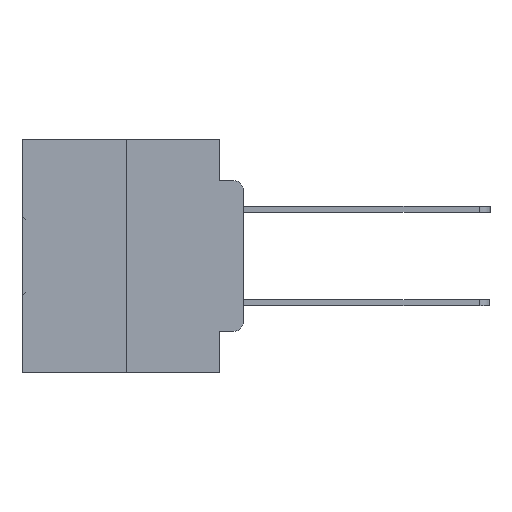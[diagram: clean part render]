
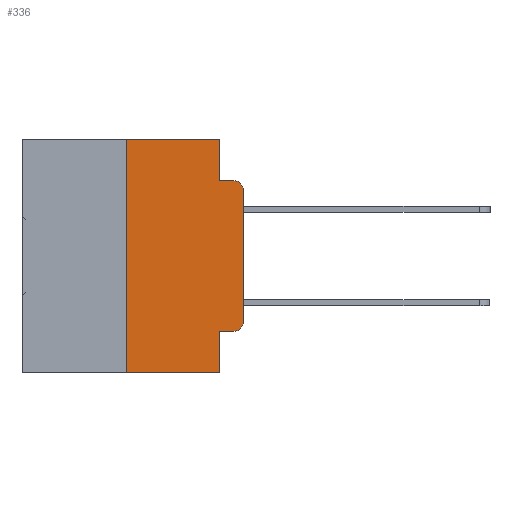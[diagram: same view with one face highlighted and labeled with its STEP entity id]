
A CAD part, left-side view. The second image highlights one B-rep face of the part: STEP entity #336.
In plain terms, the highlighted planar face has unit normal (-1, 0, 0).
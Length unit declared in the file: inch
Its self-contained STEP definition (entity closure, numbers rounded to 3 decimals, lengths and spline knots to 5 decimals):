
#336 = ADVANCED_FACE ( 'NONE', ( #4355 ), #27637, .F. ) ;
#1155 = EDGE_CURVE ( 'NONE', #12719, #3504, #7360, .T. ) ;
#1571 = CARTESIAN_POINT ( 'NONE',  ( 0., 0.051, -0.4115 ) ) ;
#2485 = LINE ( 'NONE', #27313, #27984 ) ;
#2532 = LINE ( 'NONE', #13257, #24235 ) ;
#3504 = VERTEX_POINT ( 'NONE', #21067 ) ;
#3510 = VERTEX_POINT ( 'NONE', #19004 ) ;
#3546 = CARTESIAN_POINT ( 'NONE',  ( 0., 0.02, -0.1085 ) ) ;
#4355 = FACE_OUTER_BOUND ( 'NONE', #20221, .T. ) ;
#4411 = VERTEX_POINT ( 'NONE', #16526 ) ;
#4652 = EDGE_CURVE ( 'NONE', #19192, #25068, #31141, .T. ) ;
#4866 = EDGE_CURVE ( 'NONE', #4411, #9817, #32376, .T. ) ;
#5019 = CARTESIAN_POINT ( 'NONE',  ( 0., 0., 0. ) ) ;
#5136 = DIRECTION ( 'NONE',  ( 0., -1., 0. ) ) ;
#5553 = EDGE_CURVE ( 'NONE', #29790, #4411, #5687, .T. ) ;
#5687 = LINE ( 'NONE', #1571, #12109 ) ;
#6070 = VECTOR ( 'NONE', #10534, 39.37008 ) ;
#6138 = DIRECTION ( 'NONE',  ( 0., 0., 1. ) ) ;
#6241 = EDGE_CURVE ( 'NONE', #29790, #25068, #25991, .T. ) ;
#6316 = DIRECTION ( 'NONE',  ( 0., 0., -1. ) ) ;
#7360 = LINE ( 'NONE', #13135, #20931 ) ;
#7666 = ORIENTED_EDGE ( 'NONE', *, *, #5553, .T. ) ;
#7951 = ORIENTED_EDGE ( 'NONE', *, *, #21190, .F. ) ;
#8021 = ORIENTED_EDGE ( 'NONE', *, *, #17202, .F. ) ;
#9169 = EDGE_CURVE ( 'NONE', #28761, #3504, #29505, .T. ) ;
#9627 = AXIS2_PLACEMENT_3D ( 'NONE', #3546, #22533, #6316 ) ;
#9817 = VERTEX_POINT ( 'NONE', #11787 ) ;
#10527 = DIRECTION ( 'NONE',  ( 0., 0., 1. ) ) ;
#10534 = DIRECTION ( 'NONE',  ( 0., 0., -1. ) ) ;
#11166 = LINE ( 'NONE', #14234, #23834 ) ;
#11476 = CARTESIAN_POINT ( 'NONE',  ( 0., 0.051, 0. ) ) ;
#11787 = CARTESIAN_POINT ( 'NONE',  ( 0., 0., -0.3915 ) ) ;
#12109 = VECTOR ( 'NONE', #32916, 39.37008 ) ;
#12376 = ORIENTED_EDGE ( 'NONE', *, *, #9169, .T. ) ;
#12383 = DIRECTION ( 'NONE',  ( 0., -1., 0. ) ) ;
#12595 = DIRECTION ( 'NONE',  ( 0., -1., 0. ) ) ;
#12612 = CARTESIAN_POINT ( 'NONE',  ( 0., 0.473, 0. ) ) ;
#12719 = VERTEX_POINT ( 'NONE', #17593 ) ;
#13135 = CARTESIAN_POINT ( 'NONE',  ( 0., 0.051, -0.0885 ) ) ;
#13138 = ORIENTED_EDGE ( 'NONE', *, *, #4866, .T. ) ;
#13257 = CARTESIAN_POINT ( 'NONE',  ( 0., 0.473, 0. ) ) ;
#13457 = ORIENTED_EDGE ( 'NONE', *, *, #29358, .F. ) ;
#13849 = DIRECTION ( 'NONE',  ( 0., 0., -1. ) ) ;
#14234 = CARTESIAN_POINT ( 'NONE',  ( 0., 0.25, 0. ) ) ;
#15267 = DIRECTION ( 'NONE',  ( 0., 0., -1. ) ) ;
#16526 = CARTESIAN_POINT ( 'NONE',  ( 0., 0.02, -0.4115 ) ) ;
#16815 = VECTOR ( 'NONE', #12383, 39.37008 ) ;
#17202 = EDGE_CURVE ( 'NONE', #3510, #34856, #2532, .T. ) ;
#17227 = CARTESIAN_POINT ( 'NONE',  ( 0., 0., -0.1085 ) ) ;
#17463 = AXIS2_PLACEMENT_3D ( 'NONE', #24166, #24163, #24874 ) ;
#17593 = CARTESIAN_POINT ( 'NONE',  ( 0., 0.051, -0.0885 ) ) ;
#18024 = AXIS2_PLACEMENT_3D ( 'NONE', #12612, #33079, #15267 ) ;
#18347 = CARTESIAN_POINT ( 'NONE',  ( 0., 0.25, -0.5 ) ) ;
#19004 = CARTESIAN_POINT ( 'NONE',  ( 0., 0.25, 0. ) ) ;
#19192 = VERTEX_POINT ( 'NONE', #18347 ) ;
#19984 = ORIENTED_EDGE ( 'NONE', *, *, #1155, .F. ) ;
#20221 = EDGE_LOOP ( 'NONE', ( #21820, #12376, #19984, #7951, #8021, #13457, #25181, #23832, #7666, #13138 ) ) ;
#20931 = VECTOR ( 'NONE', #12595, 39.37008 ) ;
#21067 = CARTESIAN_POINT ( 'NONE',  ( 0., 0.02, -0.0885 ) ) ;
#21190 = EDGE_CURVE ( 'NONE', #34856, #12719, #2485, .T. ) ;
#21255 = CARTESIAN_POINT ( 'NONE',  ( 0., 0.051, -0.5 ) ) ;
#21820 = ORIENTED_EDGE ( 'NONE', *, *, #29764, .T. ) ;
#22533 = DIRECTION ( 'NONE',  ( -1., 0., 0. ) ) ;
#23832 = ORIENTED_EDGE ( 'NONE', *, *, #6241, .F. ) ;
#23834 = VECTOR ( 'NONE', #6138, 39.37008 ) ;
#24119 = CARTESIAN_POINT ( 'NONE',  ( 0., 0.051, -0.4115 ) ) ;
#24163 = DIRECTION ( 'NONE',  ( -1., 0., 0. ) ) ;
#24166 = CARTESIAN_POINT ( 'NONE',  ( 0., 0.02, -0.3915 ) ) ;
#24235 = VECTOR ( 'NONE', #5136, 39.37008 ) ;
#24874 = DIRECTION ( 'NONE',  ( 0., 0., -1. ) ) ;
#25068 = VERTEX_POINT ( 'NONE', #21255 ) ;
#25116 = CARTESIAN_POINT ( 'NONE',  ( 0., 0.473, -0.5 ) ) ;
#25181 = ORIENTED_EDGE ( 'NONE', *, *, #4652, .T. ) ;
#25991 = LINE ( 'NONE', #11476, #6070 ) ;
#27186 = VECTOR ( 'NONE', #10527, 39.37008 ) ;
#27313 = CARTESIAN_POINT ( 'NONE',  ( 0., 0.051, 0. ) ) ;
#27637 = PLANE ( 'NONE',  #18024 ) ;
#27984 = VECTOR ( 'NONE', #13849, 39.37008 ) ;
#28761 = VERTEX_POINT ( 'NONE', #17227 ) ;
#29358 = EDGE_CURVE ( 'NONE', #19192, #3510, #11166, .T. ) ;
#29505 = CIRCLE ( 'NONE', #9627, 0.02 ) ;
#29764 = EDGE_CURVE ( 'NONE', #9817, #28761, #34296, .T. ) ;
#29790 = VERTEX_POINT ( 'NONE', #24119 ) ;
#31141 = LINE ( 'NONE', #25116, #16815 ) ;
#32376 = CIRCLE ( 'NONE', #17463, 0.02 ) ;
#32916 = DIRECTION ( 'NONE',  ( 0., -1., 0. ) ) ;
#33079 = DIRECTION ( 'NONE',  ( 1., 0., 0. ) ) ;
#33090 = CARTESIAN_POINT ( 'NONE',  ( 0., 0.051, 0. ) ) ;
#34296 = LINE ( 'NONE', #5019, #27186 ) ;
#34856 = VERTEX_POINT ( 'NONE', #33090 ) ;
